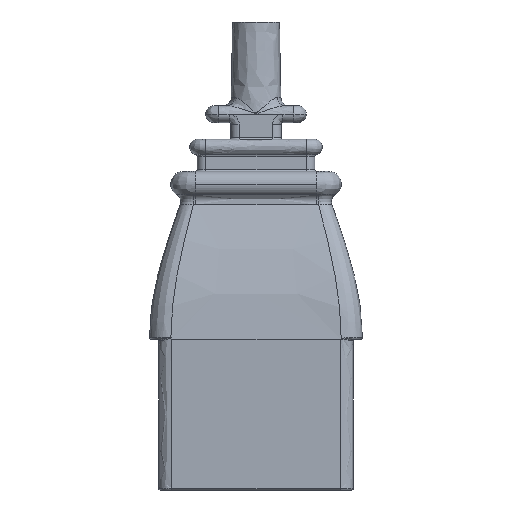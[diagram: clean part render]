
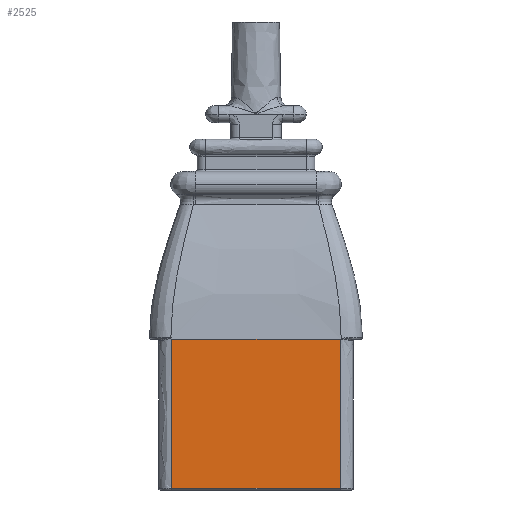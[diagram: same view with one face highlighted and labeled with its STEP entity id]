
A CAD part, front view. The second image highlights one B-rep face of the part: STEP entity #2525.
In plain terms, the highlighted free-form (B-spline) face has degree [1, 1] with [2, 2] control points.
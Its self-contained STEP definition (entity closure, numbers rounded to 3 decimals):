
#2465 = VERTEX_POINT('',#2466);
#2466 = CARTESIAN_POINT('',(-10.205,-8.061,
    18.308));
#2507 = VERTEX_POINT('',#2508);
#2508 = CARTESIAN_POINT('',(-10.205,-8.061,
    0.203));
#2514 = EDGE_CURVE('',#2465,#2507,#2515,.T.);
#2515 = B_SPLINE_CURVE_WITH_KNOTS('',1,(#2516,#2517),.UNSPECIFIED.,.F.,
  .F.,(2,2),(-0.,17.8),.PIECEWISE_BEZIER_KNOTS.);
#2516 = CARTESIAN_POINT('',(-10.205,-8.061,
    18.308));
#2517 = CARTESIAN_POINT('',(-10.205,-8.061,
    0.203));
#2525 = ADVANCED_FACE('',(#2526),#2548,.F.);
#2526 = FACE_BOUND('',#2527,.T.);
#2527 = EDGE_LOOP('',(#2528,#2529,#2536,#2543));
#2528 = ORIENTED_EDGE('',*,*,#2514,.T.);
#2529 = ORIENTED_EDGE('',*,*,#2530,.T.);
#2530 = EDGE_CURVE('',#2507,#2531,#2533,.T.);
#2531 = VERTEX_POINT('',#2532);
#2532 = CARTESIAN_POINT('',(10.205,-8.061,
    0.203));
#2533 = B_SPLINE_CURVE_WITH_KNOTS('',1,(#2534,#2535),.UNSPECIFIED.,.F.,
  .F.,(2,2),(0.,20.066),.PIECEWISE_BEZIER_KNOTS.);
#2534 = CARTESIAN_POINT('',(-10.205,-8.061,
    0.203));
#2535 = CARTESIAN_POINT('',(10.205,-8.061,
    0.203));
#2536 = ORIENTED_EDGE('',*,*,#2537,.F.);
#2537 = EDGE_CURVE('',#2538,#2531,#2540,.T.);
#2538 = VERTEX_POINT('',#2539);
#2539 = CARTESIAN_POINT('',(10.205,-8.061,
    18.308));
#2540 = B_SPLINE_CURVE_WITH_KNOTS('',1,(#2541,#2542),.UNSPECIFIED.,.F.,
  .F.,(2,2),(-0.,17.8),.PIECEWISE_BEZIER_KNOTS.);
#2541 = CARTESIAN_POINT('',(10.205,-8.061,
    18.308));
#2542 = CARTESIAN_POINT('',(10.205,-8.061,
    0.203));
#2543 = ORIENTED_EDGE('',*,*,#2544,.F.);
#2544 = EDGE_CURVE('',#2465,#2538,#2545,.T.);
#2545 = B_SPLINE_CURVE_WITH_KNOTS('',1,(#2546,#2547),.UNSPECIFIED.,.F.,
  .F.,(2,2),(0.,20.066),.PIECEWISE_BEZIER_KNOTS.);
#2546 = CARTESIAN_POINT('',(-10.205,-8.061,
    18.308));
#2547 = CARTESIAN_POINT('',(10.205,-8.061,
    18.308));
#2548 = B_SPLINE_SURFACE_WITH_KNOTS('',1,1,(
    (#2549,#2550)
    ,(#2551,#2552
    )),.UNSPECIFIED.,.F.,.F.,.F.,(2,2),(2,2),(-17.8,0.),(0.,20.066),
  .PIECEWISE_BEZIER_KNOTS.);
#2549 = CARTESIAN_POINT('',(-10.205,-8.061,
    0.203));
#2550 = CARTESIAN_POINT('',(10.205,-8.061,
    0.203));
#2551 = CARTESIAN_POINT('',(-10.205,-8.061,
    18.308));
#2552 = CARTESIAN_POINT('',(10.205,-8.061,
    18.308));
